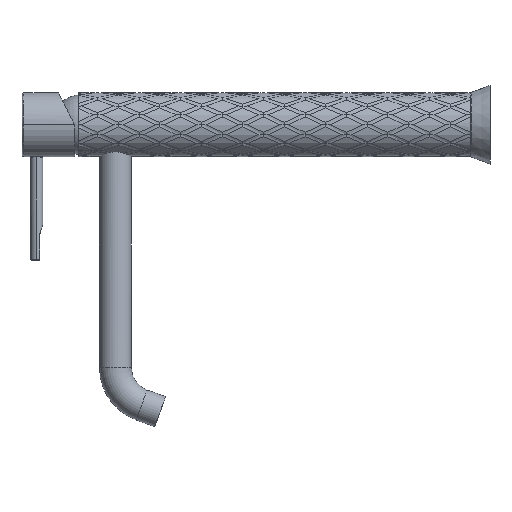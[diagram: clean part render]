
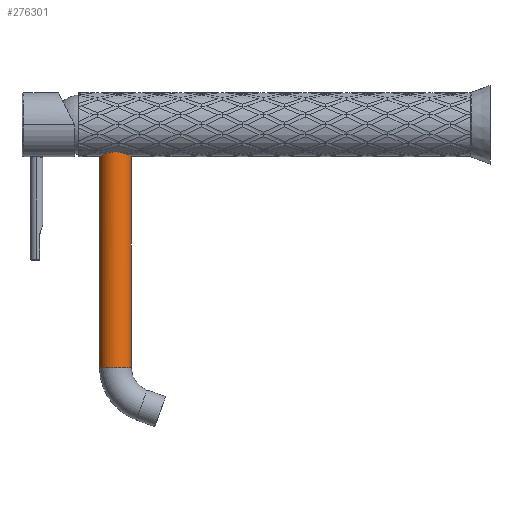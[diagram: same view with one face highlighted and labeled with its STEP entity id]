
A CAD part, left-side view. The second image highlights one B-rep face of the part: STEP entity #276301.
In plain terms, the highlighted cylindrical face has radius 10 mm (diameter 20 mm), a partial arc.
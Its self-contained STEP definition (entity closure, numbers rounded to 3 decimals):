
#811 = CARTESIAN_POINT ( 'NONE',  ( -8.97, 102.431, -17.608 ) ) ;
#3637 = CARTESIAN_POINT ( 'NONE',  ( -9.932, 108.241, -17.012 ) ) ;
#6512 = VECTOR ( 'NONE', #119641, 1000. ) ;
#8271 = LINE ( 'NONE', #101021, #6512 ) ;
#13966 = ORIENTED_EDGE ( 'NONE', *, *, #246152, .T. ) ;
#20853 = CARTESIAN_POINT ( 'NONE',  ( -4.493, 115.858, -19.441 ) ) ;
#22247 = CARTESIAN_POINT ( 'NONE',  ( -9.478, 103.645, -17.305 ) ) ;
#23188 = CARTESIAN_POINT ( 'NONE',  ( 0., 116.9, -152.304 ) ) ;
#23650 = CARTESIAN_POINT ( 'NONE',  ( -9.469, 110.179, -17.311 ) ) ;
#25068 = CARTESIAN_POINT ( 'NONE',  ( -3.58, 116.243, -19.643 ) ) ;
#25701 = EDGE_LOOP ( 'NONE', ( #126785, #76307, #238515, #13966 ) ) ;
#26485 = CARTESIAN_POINT ( 'NONE',  ( -3.287, 97.433, -19.708 ) ) ;
#30709 = CARTESIAN_POINT ( 'NONE',  ( -1.342, 96.985, -19.953 ) ) ;
#32107 = CARTESIAN_POINT ( 'NONE',  ( -2.66, 97.237, -19.815 ) ) ;
#35952 = B_SPLINE_CURVE_WITH_KNOTS ( 'NONE', 3,
 ( #106552, #193694, #89357, #150844, #110764, #42278, #216539, #197914, #25068, #20853, #195099, #240738, #86537, #239342, #173666, #43686, #260789, #176483, #196496, #23650, #263600, #3637, #90763, #265012, #217936, #65085, #130804, #153659, #22247, #811, #87944, #175080, #93579, #227756, #247781, #243561, #52127, #204951, #117808, #26485, #32107, #136438, #30709, #222149, #70720, #223550 ),
 .UNSPECIFIED., .F., .F.,
 ( 4, 2, 2, 2, 2, 2, 2, 2, 2, 2, 2, 2, 2, 2, 2, 2, 2, 2, 2, 2, 2, 2, 4 ),
 ( 0.032, 0.033, 0.034, 0.035, 0.036, 0.038, 0.04, 0.042, 0.043, 0.044, 0.046, 0.048, 0.049, 0.05, 0.052, 0.054, 0.056, 0.058, 0.059, 0.06, 0.062, 0.063, 0.064 ),
 .UNSPECIFIED. ) ;
#38423 = CARTESIAN_POINT ( 'NONE',  ( 0., 96.9, -20. ) ) ;
#40994 = CARTESIAN_POINT ( 'NONE',  ( 0., 106.9, -152.304 ) ) ;
#42278 = CARTESIAN_POINT ( 'NONE',  ( -2.318, 116.633, -19.853 ) ) ;
#43686 = CARTESIAN_POINT ( 'NONE',  ( -8.48, 112.21, -17.879 ) ) ;
#45432 = VERTEX_POINT ( 'NONE', #98571 ) ;
#52127 = CARTESIAN_POINT ( 'NONE',  ( -5.054, 98.265, -19.279 ) ) ;
#53122 = DIRECTION ( 'NONE',  ( 0., 1., 0. ) ) ;
#57283 = CARTESIAN_POINT ( 'NONE',  ( 0., 116.9, 0. ) ) ;
#63794 = DIRECTION ( 'NONE',  ( 0., 0., 1. ) ) ;
#65085 = CARTESIAN_POINT ( 'NONE',  ( -9.919, 105.583, -17.021 ) ) ;
#70720 = CARTESIAN_POINT ( 'NONE',  ( -0.338, 96.9, -20. ) ) ;
#76128 = EDGE_CURVE ( 'NONE', #207724, #207911, #8271, .T. ) ;
#76307 = ORIENTED_EDGE ( 'NONE', *, *, #242702, .F. ) ;
#78704 = LINE ( 'NONE', #57283, #219609 ) ;
#86537 = CARTESIAN_POINT ( 'NONE',  ( -6.633, 114.411, -18.74 ) ) ;
#87944 = CARTESIAN_POINT ( 'NONE',  ( -8.662, 101.862, -17.784 ) ) ;
#89357 = CARTESIAN_POINT ( 'NONE',  ( -0.669, 116.883, -19.991 ) ) ;
#90442 = EDGE_CURVE ( 'NONE', #45432, #214185, #78704, .T. ) ;
#90763 = CARTESIAN_POINT ( 'NONE',  ( -9.999, 107.58, -16.967 ) ) ;
#93579 = CARTESIAN_POINT ( 'NONE',  ( -7.533, 100.293, -18.355 ) ) ;
#95963 = DIRECTION ( 'NONE',  ( 0., 0., -1. ) ) ;
#98571 = CARTESIAN_POINT ( 'NONE',  ( 0., 116.9, -20. ) ) ;
#101021 = CARTESIAN_POINT ( 'NONE',  ( 0., 96.9, 0. ) ) ;
#106552 = CARTESIAN_POINT ( 'NONE',  ( 0., 116.9, -20. ) ) ;
#110764 = CARTESIAN_POINT ( 'NONE',  ( -1.669, 116.765, -19.925 ) ) ;
#110875 = DIRECTION ( 'NONE',  ( 0., -1., 0. ) ) ;
#117808 = CARTESIAN_POINT ( 'NONE',  ( -4.187, 97.813, -19.509 ) ) ;
#119641 = DIRECTION ( 'NONE',  ( 0., 0., -1. ) ) ;
#124143 = AXIS2_PLACEMENT_3D ( 'NONE', #268814, #95963, #53122 ) ;
#124293 = CIRCLE ( 'NONE', #124481, 10. ) ;
#124481 = AXIS2_PLACEMENT_3D ( 'NONE', #40994, #63794, #110875 ) ;
#126785 = ORIENTED_EDGE ( 'NONE', *, *, #76128, .F. ) ;
#130804 = CARTESIAN_POINT ( 'NONE',  ( -9.868, 105.249, -17.054 ) ) ;
#136438 = CARTESIAN_POINT ( 'NONE',  ( -1.676, 97.036, -19.925 ) ) ;
#150844 = CARTESIAN_POINT ( 'NONE',  ( -1.339, 116.816, -19.953 ) ) ;
#153659 = CARTESIAN_POINT ( 'NONE',  ( -9.671, 104.272, -17.182 ) ) ;
#170060 = DIRECTION ( 'NONE',  ( 0., 0., -1. ) ) ;
#173666 = CARTESIAN_POINT ( 'NONE',  ( -7.94, 113.013, -18.159 ) ) ;
#175080 = CARTESIAN_POINT ( 'NONE',  ( -7.946, 100.795, -18.156 ) ) ;
#176483 = CARTESIAN_POINT ( 'NONE',  ( -8.954, 111.364, -17.616 ) ) ;
#180321 = FACE_OUTER_BOUND ( 'NONE', #25701, .T. ) ;
#183113 = CYLINDRICAL_SURFACE ( 'NONE', #124143, 10. ) ;
#193694 = CARTESIAN_POINT ( 'NONE',  ( -0.333, 116.9, -20. ) ) ;
#195099 = CARTESIAN_POINT ( 'NONE',  ( -5.062, 115.548, -19.283 ) ) ;
#196496 = CARTESIAN_POINT ( 'NONE',  ( -9.094, 111.073, -17.535 ) ) ;
#197914 = CARTESIAN_POINT ( 'NONE',  ( -3.269, 116.356, -19.704 ) ) ;
#204951 = CARTESIAN_POINT ( 'NONE',  ( -4.48, 97.954, -19.436 ) ) ;
#207724 = VERTEX_POINT ( 'NONE', #38423 ) ;
#207911 = VERTEX_POINT ( 'NONE', #259748 ) ;
#214185 = VERTEX_POINT ( 'NONE', #23188 ) ;
#216539 = CARTESIAN_POINT ( 'NONE',  ( -2.638, 116.551, -19.808 ) ) ;
#217936 = CARTESIAN_POINT ( 'NONE',  ( -9.985, 106.251, -16.977 ) ) ;
#219609 = VECTOR ( 'NONE', #170060, 1000. ) ;
#222149 = CARTESIAN_POINT ( 'NONE',  ( -0.674, 96.917, -19.99 ) ) ;
#223550 = CARTESIAN_POINT ( 'NONE',  ( 0., 96.9, -20. ) ) ;
#227756 = CARTESIAN_POINT ( 'NONE',  ( -6.63, 99.386, -18.742 ) ) ;
#238515 = ORIENTED_EDGE ( 'NONE', *, *, #90442, .T. ) ;
#239342 = CARTESIAN_POINT ( 'NONE',  ( -7.535, 113.506, -18.354 ) ) ;
#240738 = CARTESIAN_POINT ( 'NONE',  ( -6.131, 114.826, -18.933 ) ) ;
#242702 = EDGE_CURVE ( 'NONE', #45432, #207724, #35952, .T. ) ;
#243561 = CARTESIAN_POINT ( 'NONE',  ( -5.334, 98.435, -19.194 ) ) ;
#246152 = EDGE_CURVE ( 'NONE', #214185, #207911, #124293, .T. ) ;
#247781 = CARTESIAN_POINT ( 'NONE',  ( -6.138, 98.979, -18.931 ) ) ;
#259748 = CARTESIAN_POINT ( 'NONE',  ( 0., 96.9, -152.304 ) ) ;
#260789 = CARTESIAN_POINT ( 'NONE',  ( -8.648, 111.932, -17.787 ) ) ;
#263600 = CARTESIAN_POINT ( 'NONE',  ( -9.665, 109.554, -17.186 ) ) ;
#265012 = CARTESIAN_POINT ( 'NONE',  ( -10.001, 106.584, -16.966 ) ) ;
#268814 = CARTESIAN_POINT ( 'NONE',  ( 0., 106.9, 0. ) ) ;
#276301 = ADVANCED_FACE ( 'NONE', ( #180321 ), #183113, .T. ) ;
